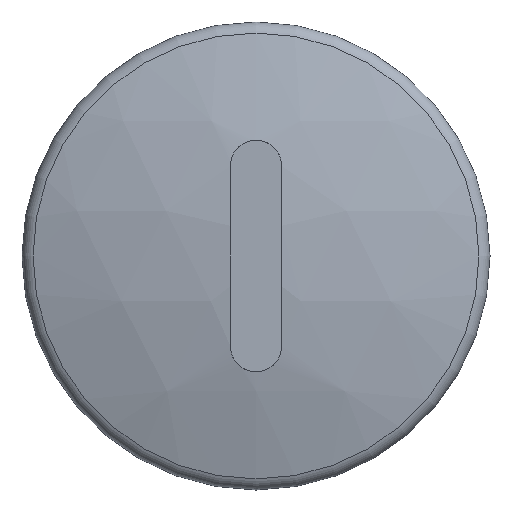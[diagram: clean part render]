
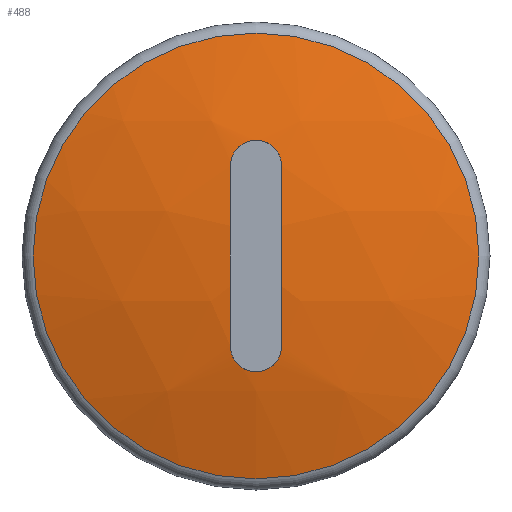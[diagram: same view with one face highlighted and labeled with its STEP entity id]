
A CAD part, left-side view. The second image highlights one B-rep face of the part: STEP entity #488.
In plain terms, the highlighted spherical face has radius 23.386 mm.
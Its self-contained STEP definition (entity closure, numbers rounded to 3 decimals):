
#19=SPHERICAL_SURFACE('',#533,23.386);
#31=FACE_BOUND('',#127,.T.);
#42=CIRCLE('',#532,7.046);
#43=CIRCLE('',#534,23.372);
#44=CIRCLE('',#535,23.372);
#89=FACE_OUTER_BOUND('',#126,.T.);
#126=EDGE_LOOP('',(#373));
#127=EDGE_LOOP('',(#374,#375,#376,#377));
#213=B_SPLINE_CURVE_WITH_KNOTS('',3,(#1346,#1347,#1348,#1349,#1350,#1351,
#1352,#1353,#1354,#1355,#1356,#1357,#1358,#1359,#1360,#1361,#1362,#1363),
 .UNSPECIFIED.,.F.,.F.,(4,2,2,2,2,2,2,2,4),(0.123,0.153,
0.184,0.215,0.245,0.276,
0.306,0.337,0.368),.UNSPECIFIED.);
#214=B_SPLINE_CURVE_WITH_KNOTS('',3,(#1366,#1367,#1368,#1369,#1370,#1371,
#1372,#1373,#1374,#1375,#1376,#1377,#1378,#1379,#1380,#1381,#1382,#1383,
#1384),.UNSPECIFIED.,.F.,.F.,(4,2,2,2,3,2,2,2,4),(-0.123,-0.092,
-0.061,-0.03,0.,0.03,0.061,
0.092,0.123),.UNSPECIFIED.);
#233=VERTEX_POINT('',#1339);
#234=VERTEX_POINT('',#1342);
#235=VERTEX_POINT('',#1343);
#236=VERTEX_POINT('',#1345);
#237=VERTEX_POINT('',#1364);
#287=EDGE_CURVE('',#233,#233,#42,.T.);
#288=EDGE_CURVE('',#234,#235,#43,.T.);
#289=EDGE_CURVE('',#235,#236,#213,.T.);
#290=EDGE_CURVE('',#236,#237,#44,.T.);
#291=EDGE_CURVE('',#237,#234,#214,.T.);
#373=ORIENTED_EDGE('',*,*,#287,.F.);
#374=ORIENTED_EDGE('',*,*,#288,.T.);
#375=ORIENTED_EDGE('',*,*,#289,.T.);
#376=ORIENTED_EDGE('',*,*,#290,.T.);
#377=ORIENTED_EDGE('',*,*,#291,.T.);
#488=ADVANCED_FACE('',(#89,#31),#19,.T.);
#532=AXIS2_PLACEMENT_3D('',#1340,#615,#616);
#533=AXIS2_PLACEMENT_3D('',#1341,#617,#618);
#534=AXIS2_PLACEMENT_3D('',#1344,#619,#620);
#535=AXIS2_PLACEMENT_3D('',#1365,#621,#622);
#615=DIRECTION('center_axis',(1.,0.,0.));
#616=DIRECTION('ref_axis',(0.,-1.,0.));
#617=DIRECTION('center_axis',(0.,0.,1.));
#618=DIRECTION('ref_axis',(1.,0.,0.));
#619=DIRECTION('center_axis',(0.,-1.,0.));
#620=DIRECTION('ref_axis',(0.,0.,1.));
#621=DIRECTION('center_axis',(0.,1.,0.));
#622=DIRECTION('ref_axis',(0.,0.,-1.));
#1339=CARTESIAN_POINT('',(-8.913,7.046,0.));
#1340=CARTESIAN_POINT('Origin',(-8.913,0.,
0.));
#1341=CARTESIAN_POINT('Origin',(13.386,0.,0.));
#1342=CARTESIAN_POINT('',(-9.812,-0.81,2.85));
#1343=CARTESIAN_POINT('',(-9.812,-0.81,-2.85));
#1344=CARTESIAN_POINT('Origin',(13.386,-0.81,0.));
#1345=CARTESIAN_POINT('',(-9.812,0.81,-2.85));
#1346=CARTESIAN_POINT('Ctrl Pts',(-9.812,-0.81,-2.85));
#1347=CARTESIAN_POINT('Ctrl Pts',(-9.799,-0.81,-2.952));
#1348=CARTESIAN_POINT('Ctrl Pts',(-9.786,-0.79,
-3.06));
#1349=CARTESIAN_POINT('Ctrl Pts',(-9.761,-0.707,
-3.26));
#1350=CARTESIAN_POINT('Ctrl Pts',(-9.75,-0.644,
-3.351));
#1351=CARTESIAN_POINT('Ctrl Pts',(-9.732,-0.5,
-3.495));
#1352=CARTESIAN_POINT('Ctrl Pts',(-9.724,-0.409,-3.557));
#1353=CARTESIAN_POINT('Ctrl Pts',(-9.714,-0.21,
-3.64));
#1354=CARTESIAN_POINT('Ctrl Pts',(-9.712,-0.102,
-3.66));
#1355=CARTESIAN_POINT('Ctrl Pts',(-9.712,0.102,-3.66));
#1356=CARTESIAN_POINT('Ctrl Pts',(-9.714,0.21,-3.64));
#1357=CARTESIAN_POINT('Ctrl Pts',(-9.724,0.409,-3.557));
#1358=CARTESIAN_POINT('Ctrl Pts',(-9.732,0.5,-3.495));
#1359=CARTESIAN_POINT('Ctrl Pts',(-9.75,0.644,-3.351));
#1360=CARTESIAN_POINT('Ctrl Pts',(-9.761,0.707,-3.26));
#1361=CARTESIAN_POINT('Ctrl Pts',(-9.786,0.79,-3.06));
#1362=CARTESIAN_POINT('Ctrl Pts',(-9.799,0.81,-2.952));
#1363=CARTESIAN_POINT('Ctrl Pts',(-9.812,0.81,-2.85));
#1364=CARTESIAN_POINT('',(-9.812,0.81,2.85));
#1365=CARTESIAN_POINT('Origin',(13.386,0.81,0.));
#1366=CARTESIAN_POINT('Ctrl Pts',(-9.812,0.81,2.85));
#1367=CARTESIAN_POINT('Ctrl Pts',(-9.799,0.81,2.952));
#1368=CARTESIAN_POINT('Ctrl Pts',(-9.786,0.79,3.06));
#1369=CARTESIAN_POINT('Ctrl Pts',(-9.761,0.707,3.26));
#1370=CARTESIAN_POINT('Ctrl Pts',(-9.75,0.644,3.351));
#1371=CARTESIAN_POINT('Ctrl Pts',(-9.732,0.5,3.495));
#1372=CARTESIAN_POINT('Ctrl Pts',(-9.724,0.409,3.557));
#1373=CARTESIAN_POINT('Ctrl Pts',(-9.714,0.21,3.64));
#1374=CARTESIAN_POINT('Ctrl Pts',(-9.712,0.102,3.66));
#1375=CARTESIAN_POINT('Ctrl Pts',(-9.712,0.,
3.66));
#1376=CARTESIAN_POINT('Ctrl Pts',(-9.712,-0.102,
3.66));
#1377=CARTESIAN_POINT('Ctrl Pts',(-9.714,-0.21,
3.64));
#1378=CARTESIAN_POINT('Ctrl Pts',(-9.724,-0.409,3.557));
#1379=CARTESIAN_POINT('Ctrl Pts',(-9.732,-0.5,
3.495));
#1380=CARTESIAN_POINT('Ctrl Pts',(-9.75,-0.644,
3.351));
#1381=CARTESIAN_POINT('Ctrl Pts',(-9.761,-0.707,3.26));
#1382=CARTESIAN_POINT('Ctrl Pts',(-9.786,-0.79,
3.06));
#1383=CARTESIAN_POINT('Ctrl Pts',(-9.799,-0.81,2.952));
#1384=CARTESIAN_POINT('Ctrl Pts',(-9.812,-0.81,2.85));
